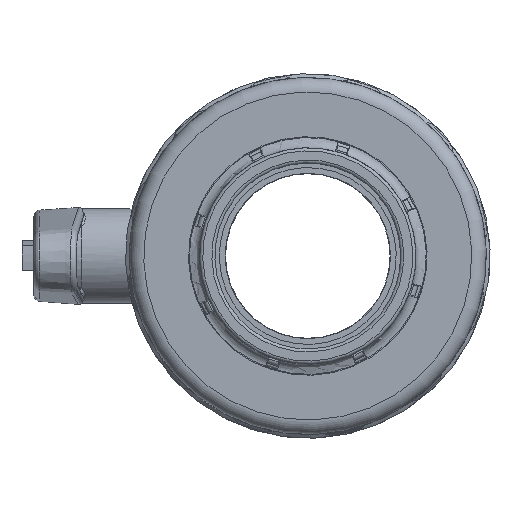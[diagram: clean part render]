
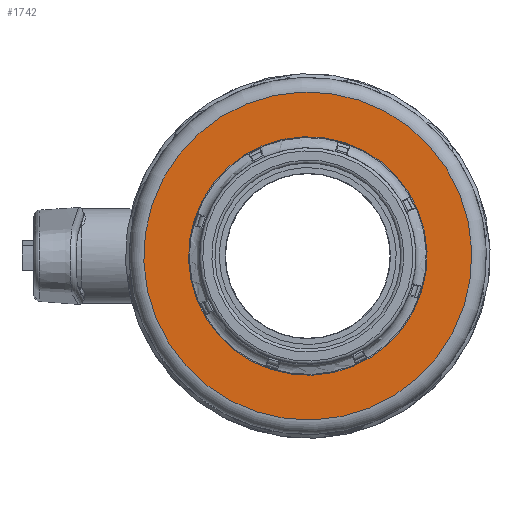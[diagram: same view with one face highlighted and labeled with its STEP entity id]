
A CAD part, left-side view. The second image highlights one B-rep face of the part: STEP entity #1742.
In plain terms, the highlighted face is planar.
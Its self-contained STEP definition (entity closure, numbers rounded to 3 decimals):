
#1742 = ADVANCED_FACE( '', ( #3704, #3705 ), #3706, .T. );
#3704 = FACE_BOUND( '', #14682, .T. );
#3705 = FACE_OUTER_BOUND( '', #14683, .T. );
#3706 = PLANE( '', #14684 );
#14682 = EDGE_LOOP( '', ( #25359 ) );
#14683 = EDGE_LOOP( '', ( #25360 ) );
#14684 = AXIS2_PLACEMENT_3D( '', #25361, #25362, #25363 );
#25359 = ORIENTED_EDGE( '', *, *, #28443, .T. );
#25360 = ORIENTED_EDGE( '', *, *, #27739, .F. );
#25361 = CARTESIAN_POINT( '', ( -79.75, 44., 0. ) );
#25362 = DIRECTION( '', ( 0., 1., 0. ) );
#25363 = DIRECTION( '', ( -1., 0., 0. ) );
#27739 = EDGE_CURVE( '', #30526, #30526, #30527, .T. );
#28443 = EDGE_CURVE( '', #31620, #31620, #31621, .T. );
#30526 = VERTEX_POINT( '', #38125 );
#30527 = CIRCLE( '', #38126, 79.75 );
#31620 = VERTEX_POINT( '', #43689 );
#31621 = CIRCLE( '', #43690, 58. );
#38125 = CARTESIAN_POINT( '', ( 79.75, 44., 0. ) );
#38126 = AXIS2_PLACEMENT_3D( '', #50058, #50059, #50060 );
#43689 = CARTESIAN_POINT( '', ( 58., 44., 0. ) );
#43690 = AXIS2_PLACEMENT_3D( '', #50732, #50733, #50734 );
#50058 = CARTESIAN_POINT( '', ( 0., 44., 0. ) );
#50059 = DIRECTION( '', ( 0., -1., 0. ) );
#50060 = DIRECTION( '', ( 1., 0., 0. ) );
#50732 = CARTESIAN_POINT( '', ( 0., 44., 0. ) );
#50733 = DIRECTION( '', ( 0., -1., 0. ) );
#50734 = DIRECTION( '', ( 1., 0., 0. ) );
